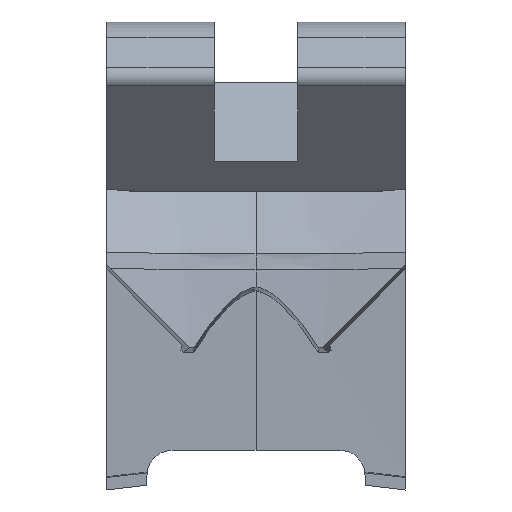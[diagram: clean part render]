
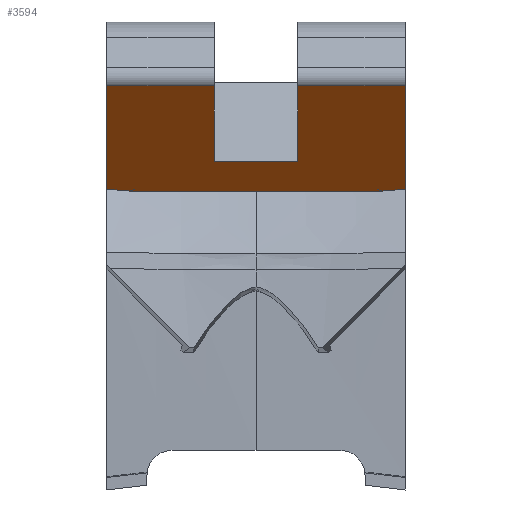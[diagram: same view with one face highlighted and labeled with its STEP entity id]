
A CAD part, front view. The second image highlights one B-rep face of the part: STEP entity #3594.
In plain terms, the highlighted planar face has unit normal (0, -0.733, -0.68).
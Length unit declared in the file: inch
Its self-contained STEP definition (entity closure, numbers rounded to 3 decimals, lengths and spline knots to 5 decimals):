
#45 = EDGE_CURVE ( 'NONE', #562, #2075, #666, .T. ) ;
#72 = CARTESIAN_POINT ( 'NONE',  ( -0.165, -1.60421, 1.77991 ) ) ;
#78 = CARTESIAN_POINT ( 'NONE',  ( -0.50241, -1.49544, 1.66257 ) ) ;
#210 = LINE ( 'NONE', #3599, #2953 ) ;
#214 = VECTOR ( 'NONE', #3495, 39.37008 ) ;
#237 = LINE ( 'NONE', #4339, #4848 ) ;
#323 = ORIENTED_EDGE ( 'NONE', *, *, #397, .T. ) ;
#346 = EDGE_CURVE ( 'NONE', #2075, #4403, #547, .T. ) ;
#397 = EDGE_CURVE ( 'NONE', #4403, #1421, #210, .T. ) ;
#458 = CARTESIAN_POINT ( 'NONE',  ( 1.67181, -1.49544, 1.66257 ) ) ;
#462 = CARTESIAN_POINT ( 'NONE',  ( 1.67181, -1.60421, 1.77991 ) ) ;
#487 = CARTESIAN_POINT ( 'NONE',  ( -0.165, 0.02461, 0.02282 ) ) ;
#547 = LINE ( 'NONE', #1665, #4677 ) ;
#550 = EDGE_CURVE ( 'NONE', #562, #1517, #2420, .T. ) ;
#562 = VERTEX_POINT ( 'NONE', #3797 ) ;
#640 = VECTOR ( 'NONE', #2754, 39.37008 ) ;
#666 = LINE ( 'NONE', #3670, #2808 ) ;
#780 = DIRECTION ( 'NONE',  ( -1., 0., 0. ) ) ;
#799 = ORIENTED_EDGE ( 'NONE', *, *, #2301, .F. ) ;
#805 = CARTESIAN_POINT ( 'NONE',  ( 0.59257, -1.88294, 2.08059 ) ) ;
#807 = CARTESIAN_POINT ( 'NONE',  ( -0.56254, -1.49974, 1.66721 ) ) ;
#824 = CARTESIAN_POINT ( 'NONE',  ( 0.53249, -1.4975, 1.6648 ) ) ;
#976 = EDGE_CURVE ( 'NONE', #1728, #3120, #237, .T. ) ;
#1054 = B_SPLINE_CURVE_WITH_KNOTS ( 'NONE', 3,
 ( #78, #2027, #807, #1605 ),
 .UNSPECIFIED., .F., .F.,
 ( 4, 4 ),
 ( 0., 0.0023 ),
 .UNSPECIFIED. ) ;
#1067 = DIRECTION ( 'NONE',  ( 0., -0.68, 0.733 ) ) ;
#1074 = VECTOR ( 'NONE', #1285, 39.37008 ) ;
#1285 = DIRECTION ( 'NONE',  ( 0., -0.68, 0.733 ) ) ;
#1346 = EDGE_CURVE ( 'NONE', #1517, #4636, #3024, .T. ) ;
#1421 = VERTEX_POINT ( 'NONE', #3658 ) ;
#1444 = ORIENTED_EDGE ( 'NONE', *, *, #2286, .T. ) ;
#1517 = VERTEX_POINT ( 'NONE', #2336 ) ;
#1605 = CARTESIAN_POINT ( 'NONE',  ( -0.59257, -1.50214, 1.6698 ) ) ;
#1665 = CARTESIAN_POINT ( 'NONE',  ( 1.67181, -1.88294, 2.08059 ) ) ;
#1686 = ORIENTED_EDGE ( 'NONE', *, *, #346, .T. ) ;
#1728 = VERTEX_POINT ( 'NONE', #3513 ) ;
#1942 = CARTESIAN_POINT ( 'NONE',  ( 0.59257, -1.50214, 1.6698 ) ) ;
#2027 = CARTESIAN_POINT ( 'NONE',  ( -0.53249, -1.4975, 1.6648 ) ) ;
#2075 = VERTEX_POINT ( 'NONE', #805 ) ;
#2150 = CARTESIAN_POINT ( 'NONE',  ( 1.67181, 0.02461, 0.02282 ) ) ;
#2228 = VERTEX_POINT ( 'NONE', #4183 ) ;
#2286 = EDGE_CURVE ( 'NONE', #2687, #1728, #3520, .T. ) ;
#2301 = EDGE_CURVE ( 'NONE', #2228, #3120, #3208, .T. ) ;
#2336 = CARTESIAN_POINT ( 'NONE',  ( 0.50241, -1.49544, 1.66257 ) ) ;
#2420 = B_SPLINE_CURVE_WITH_KNOTS ( 'NONE', 3,
 ( #1942, #4194, #824, #4344 ),
 .UNSPECIFIED., .F., .F.,
 ( 4, 4 ),
 ( 0., 0.0023 ),
 .UNSPECIFIED. ) ;
#2578 = ORIENTED_EDGE ( 'NONE', *, *, #976, .T. ) ;
#2687 = VERTEX_POINT ( 'NONE', #72 ) ;
#2703 = AXIS2_PLACEMENT_3D ( 'NONE', #2150, #4030, #3955 ) ;
#2754 = DIRECTION ( 'NONE',  ( -1., 0., 0. ) ) ;
#2808 = VECTOR ( 'NONE', #1067, 39.37008 ) ;
#2829 = CARTESIAN_POINT ( 'NONE',  ( -0.50241, -1.49544, 1.66257 ) ) ;
#2871 = DIRECTION ( 'NONE',  ( -1., 0., 0. ) ) ;
#2893 = DIRECTION ( 'NONE',  ( 0., 0.68, -0.733 ) ) ;
#2953 = VECTOR ( 'NONE', #2893, 39.37008 ) ;
#3024 = LINE ( 'NONE', #458, #3359 ) ;
#3120 = VERTEX_POINT ( 'NONE', #4582 ) ;
#3208 = LINE ( 'NONE', #3884, #1074 ) ;
#3359 = VECTOR ( 'NONE', #780, 39.37008 ) ;
#3377 = EDGE_CURVE ( 'NONE', #4636, #2228, #1054, .T. ) ;
#3495 = DIRECTION ( 'NONE',  ( 0., -0.68, 0.733 ) ) ;
#3513 = CARTESIAN_POINT ( 'NONE',  ( -0.165, -1.88294, 2.08059 ) ) ;
#3520 = LINE ( 'NONE', #487, #214 ) ;
#3565 = FACE_OUTER_BOUND ( 'NONE', #4032, .T. ) ;
#3594 = ADVANCED_FACE ( 'NONE', ( #3565 ), #3982, .F. ) ;
#3599 = CARTESIAN_POINT ( 'NONE',  ( 0.165, 0.02461, 0.02282 ) ) ;
#3644 = DIRECTION ( 'NONE',  ( -1., 0., 0. ) ) ;
#3658 = CARTESIAN_POINT ( 'NONE',  ( 0.165, -1.60421, 1.77991 ) ) ;
#3670 = CARTESIAN_POINT ( 'NONE',  ( 0.59257, 0.02461, 0.02282 ) ) ;
#3749 = ORIENTED_EDGE ( 'NONE', *, *, #550, .F. ) ;
#3797 = CARTESIAN_POINT ( 'NONE',  ( 0.59257, -1.50214, 1.6698 ) ) ;
#3884 = CARTESIAN_POINT ( 'NONE',  ( -0.59257, 0.02461, 0.02282 ) ) ;
#3945 = ORIENTED_EDGE ( 'NONE', *, *, #4157, .T. ) ;
#3954 = ORIENTED_EDGE ( 'NONE', *, *, #3377, .F. ) ;
#3955 = DIRECTION ( 'NONE',  ( 0., -0.68, 0.733 ) ) ;
#3982 = PLANE ( 'NONE',  #2703 ) ;
#4030 = DIRECTION ( 'NONE',  ( 0., 0.733, 0.68 ) ) ;
#4032 = EDGE_LOOP ( 'NONE', ( #4312, #1686, #323, #3945, #1444, #2578, #799, #3954, #4125, #3749 ) ) ;
#4125 = ORIENTED_EDGE ( 'NONE', *, *, #1346, .F. ) ;
#4157 = EDGE_CURVE ( 'NONE', #1421, #2687, #4261, .T. ) ;
#4183 = CARTESIAN_POINT ( 'NONE',  ( -0.59257, -1.50214, 1.6698 ) ) ;
#4194 = CARTESIAN_POINT ( 'NONE',  ( 0.56254, -1.49974, 1.66721 ) ) ;
#4254 = CARTESIAN_POINT ( 'NONE',  ( 0.165, -1.88294, 2.08059 ) ) ;
#4261 = LINE ( 'NONE', #462, #640 ) ;
#4312 = ORIENTED_EDGE ( 'NONE', *, *, #45, .T. ) ;
#4339 = CARTESIAN_POINT ( 'NONE',  ( 1.67181, -1.88294, 2.08059 ) ) ;
#4344 = CARTESIAN_POINT ( 'NONE',  ( 0.50241, -1.49544, 1.66257 ) ) ;
#4403 = VERTEX_POINT ( 'NONE', #4254 ) ;
#4582 = CARTESIAN_POINT ( 'NONE',  ( -0.59257, -1.88294, 2.08059 ) ) ;
#4636 = VERTEX_POINT ( 'NONE', #2829 ) ;
#4677 = VECTOR ( 'NONE', #3644, 39.37008 ) ;
#4848 = VECTOR ( 'NONE', #2871, 39.37008 ) ;
